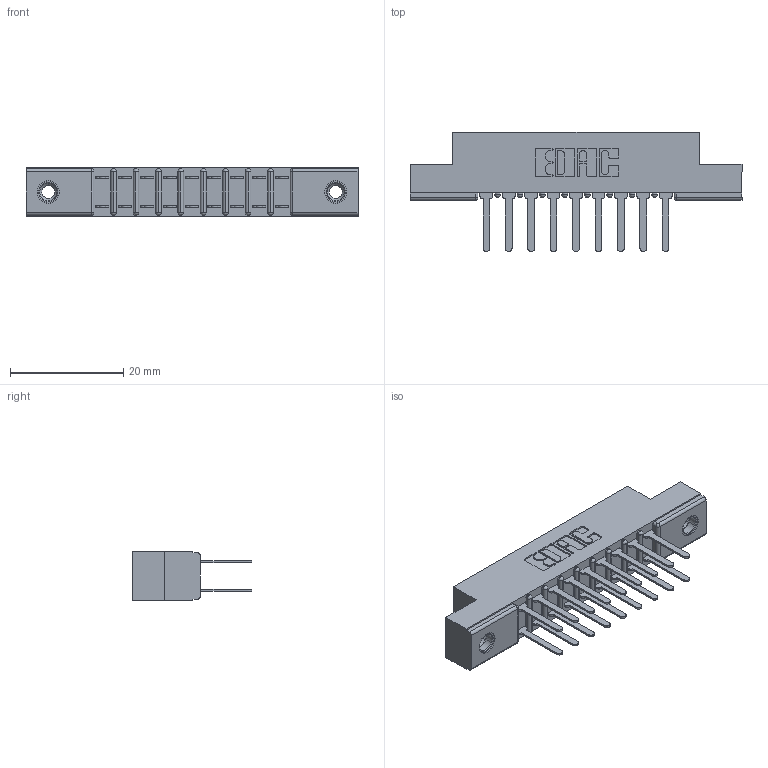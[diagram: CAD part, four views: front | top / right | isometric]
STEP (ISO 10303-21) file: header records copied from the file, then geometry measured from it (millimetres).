
FILE_DESCRIPTION (( 'STEP AP203' ), '1' );
FILE_NAME ('357-018-522-208.STEP', '2019-09-17T19:44:31', ( '' ), ( '' ), 'SwSTEP 2.0', 'SolidWorks 2016', '' );
FILE_SCHEMA (( 'CONFIG_CONTROL_DESIGN' ));
Length unit declared in the file: inch
Products named in the file (4): 307-290-001_522; 345-250-001_345-250-003-102; 307 Part_.156 Dia Mounting Holes; 357-018-522-208
Assembly tree (21 placements, depth 2):
  357-018-522-208
    307 Part_.156 Dia Mounting Holes
    307-290-001_522  x18
    345-250-001_345-250-003-102  x2
Bounding box: 58.67 x 21.11 x 8.71 mm (x, y, z)
Volume: 3871.6 mm3; surface area: 6384.9 mm2
Topology: 21 solids, 21 shells, 1016 faces, 2799 edges, 1806 vertices
Faces by surface type: plane 660, cylinder 320, sphere 20, cone 12, torus 4
Entity records: 13225 total; most frequent: CARTESIAN_POINT 2156, DIRECTION 2135, ORIENTED_EDGE 2126, EDGE_CURVE 1063, VECTOR 801, LINE 801, VERTEX_POINT 688, AXIS2_PLACEMENT_3D 667
